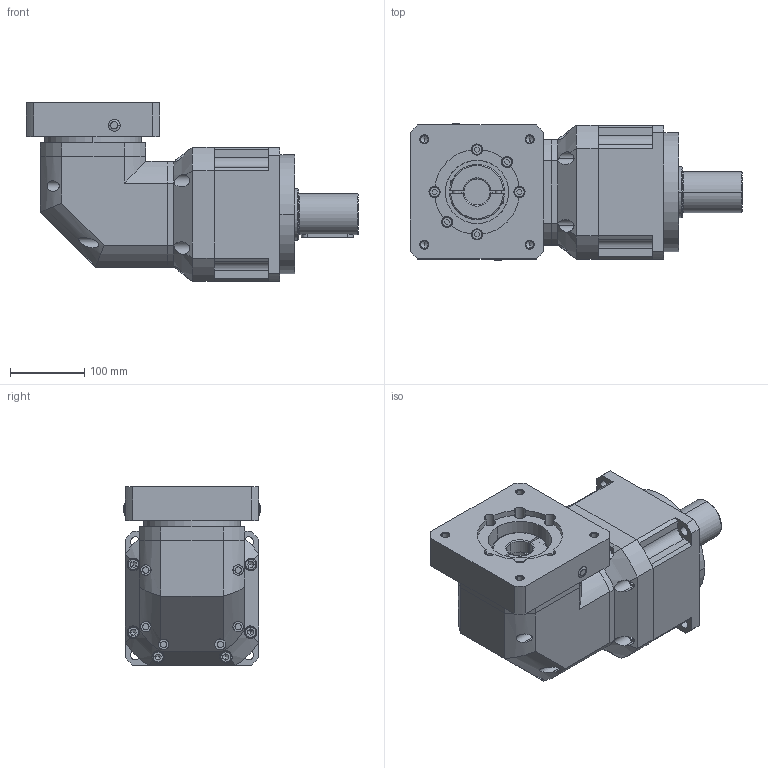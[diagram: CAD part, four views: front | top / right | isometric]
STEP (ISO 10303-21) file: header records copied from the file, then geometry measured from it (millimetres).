
FILE_DESCRIPTION (( 'STEP AP203' ), '1' );
FILE_NAME ('PHFZ180-L2-35-114.3-200-M12.STEP', '2020-07-07T03:11:13', ( 'ylmfeng' ), ( 'ylmfeng.com' ), 'SwSTEP 2.0', 'SolidWorks 2014', '' );
FILE_SCHEMA (( 'CONFIG_CONTROL_DESIGN' ));
Length unit declared in the file: millimetre
Products named in the file (1): PHFZ180-L2-35-114.3-200-M12
Bounding box: 446 x 183 x 240 mm (x, y, z)
Volume: 9306142.5 mm3; surface area: 655731.6 mm2
Topology: 35 solids, 35 shells, 950 faces, 2251 edges, 1411 vertices
Faces by surface type: plane 435, cylinder 318, cone 96, torus 73, bspline 28
Entity records: 29764 total; most frequent: CARTESIAN_POINT 7608, DIRECTION 4796, ORIENTED_EDGE 4418, EDGE_CURVE 2209, AXIS2_PLACEMENT_3D 1844, VERTEX_POINT 1411, VECTOR 1108, LINE 1108
